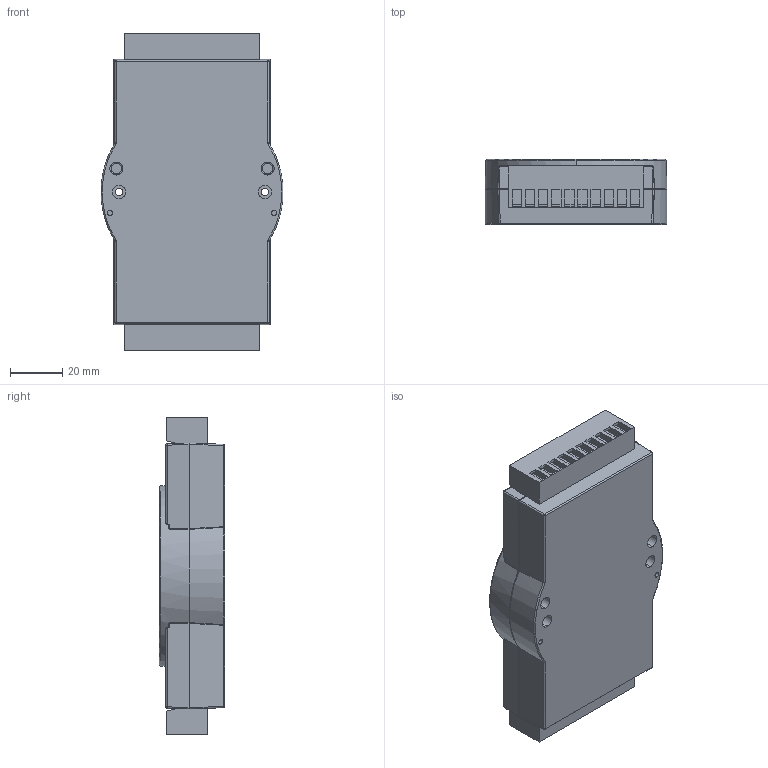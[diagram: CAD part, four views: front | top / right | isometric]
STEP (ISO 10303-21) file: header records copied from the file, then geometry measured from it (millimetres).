
FILE_DESCRIPTION (( 'STEP AP203' ), '1' );
FILE_NAME ('ADAM-4056SO.STEP', '2007-01-14T22:06:30', ( 'Anderson Professional Modeling' ), ( 'Anderson Professional Modeling' ), 'SwSTEP 2.0', 'SolidWorks 2007', '' );
FILE_SCHEMA (( 'CONFIG_CONTROL_DESIGN' ));
Products named in the file (1): ADAM-4056SO
Bounding box: 69.79 x 25 x 122 mm (x, y, z)
Volume: 163146 mm3; surface area: 32860.1 mm2
Topology: 1 solids, 1 shells, 1649 faces, 4284 edges, 2811 vertices
Faces by surface type: plane 906, bspline 511, cylinder 157, torus 62, sphere 8, cone 5
Entity records: 81256 total; most frequent: CARTESIAN_POINT 43924, ORIENTED_EDGE 8536, DIRECTION 6005, EDGE_CURVE 4268, VERTEX_POINT 2811, LINE 2689, VECTOR 2689, EDGE_LOOP 1883
